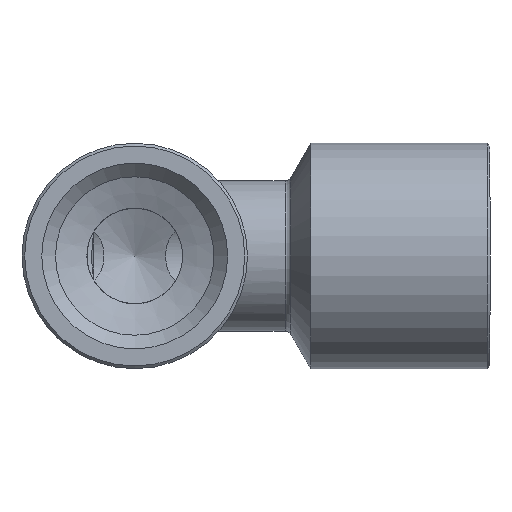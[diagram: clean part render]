
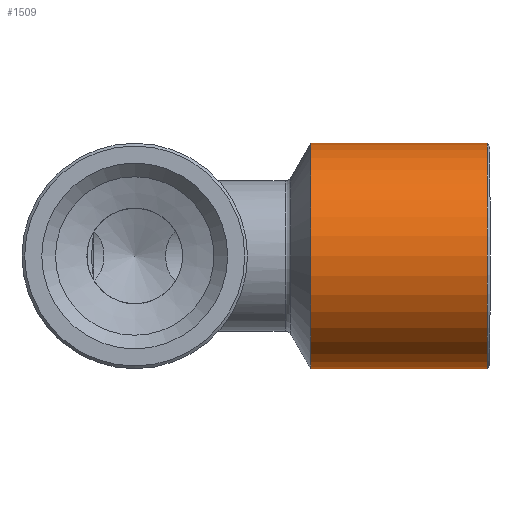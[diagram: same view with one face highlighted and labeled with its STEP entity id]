
A CAD part, front view. The second image highlights one B-rep face of the part: STEP entity #1509.
In plain terms, the highlighted cylindrical face has radius 8.25 mm (diameter 16.5 mm), a full revolution.
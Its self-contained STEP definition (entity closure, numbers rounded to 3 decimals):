
#207=FACE_BOUND('',#406,.T.);
#235=CYLINDRICAL_SURFACE('',#1640,8.25);
#286=FACE_OUTER_BOUND('',#405,.T.);
#405=EDGE_LOOP('',(#1063));
#406=EDGE_LOOP('',(#1064));
#583=CIRCLE('',#1639,8.25);
#584=CIRCLE('',#1641,8.25);
#691=VERTEX_POINT('',#2390);
#692=VERTEX_POINT('',#2393);
#828=EDGE_CURVE('',#691,#691,#583,.T.);
#829=EDGE_CURVE('',#692,#692,#584,.T.);
#1063=ORIENTED_EDGE('',*,*,#828,.T.);
#1064=ORIENTED_EDGE('',*,*,#829,.T.);
#1509=ADVANCED_FACE('',(#286,#207),#235,.T.);
#1639=AXIS2_PLACEMENT_3D('',#2391,#1869,#1870);
#1640=AXIS2_PLACEMENT_3D('',#2392,#1871,#1872);
#1641=AXIS2_PLACEMENT_3D('',#2394,#1873,#1874);
#1869=DIRECTION('center_axis',(-1.,0.,0.));
#1870=DIRECTION('ref_axis',(0.,0.,1.));
#1871=DIRECTION('center_axis',(-1.,0.,0.));
#1872=DIRECTION('ref_axis',(0.,0.,1.));
#1873=DIRECTION('center_axis',(1.,0.,0.));
#1874=DIRECTION('ref_axis',(0.,0.,-1.));
#2390=CARTESIAN_POINT('',(25.8,0.,8.25));
#2391=CARTESIAN_POINT('Origin',(25.8,0.,0.));
#2392=CARTESIAN_POINT('Origin',(0.,0.,0.));
#2393=CARTESIAN_POINT('',(12.876,0.,8.25));
#2394=CARTESIAN_POINT('Origin',(12.876,0.,0.));
